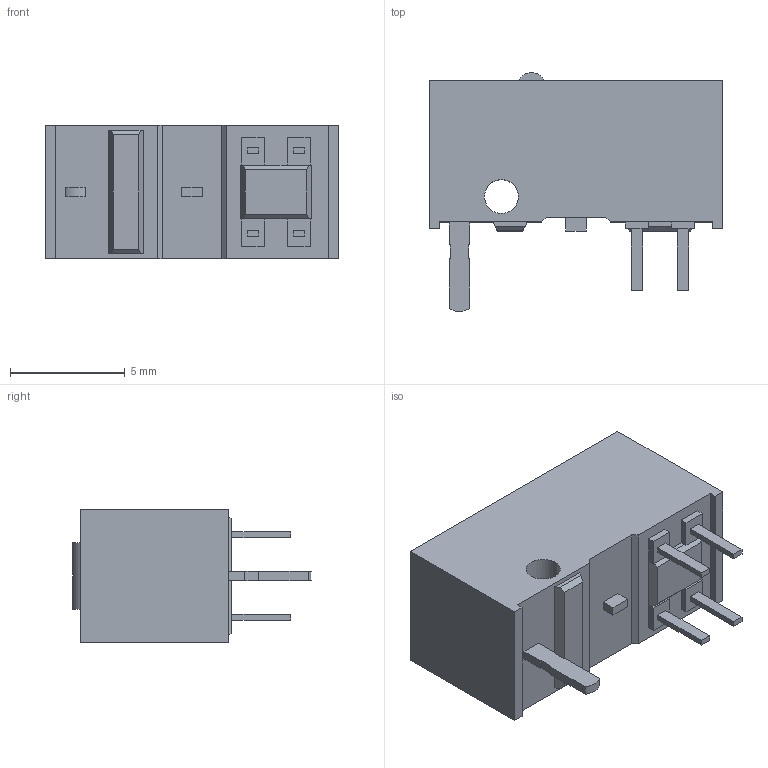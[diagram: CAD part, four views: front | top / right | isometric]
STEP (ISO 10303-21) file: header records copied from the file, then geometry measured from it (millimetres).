
FILE_DESCRIPTION (( 'STEP AP214' ), '1' );
FILE_NAME ('D2FP_FN2.step', '2023-05-29T05:17:37', ( 'OSMC1.0 ' ), ( ' ' ), 'SwSTEP 2.0', 'SolidWorks 2002025', '' );
FILE_SCHEMA (( 'AUTOMOTIVE_DESIGN' ));
Length unit declared in the file: millimetre
Products named in the file (3): D2FP_FN2; D2FP_FN2_BASE; D2FP_FN2_BUTTON
Assembly tree (2 placements, depth 2):
  D2FP_FN2
    D2FP_FN2_BASE
    D2FP_FN2_BUTTON
Bounding box: 12.8 x 10.4 x 5.8 mm (x, y, z)
Volume: 454.2 mm3; surface area: 483.6 mm2
Topology: 2 solids, 2 shells, 103 faces, 262 edges, 172 vertices
Faces by surface type: plane 99, cylinder 4
Entity records: 3550 total; most frequent: CARTESIAN_POINT 542, ORIENTED_EDGE 524, DIRECTION 486, EDGE_CURVE 262, LINE 254, VECTOR 254, VERTEX_POINT 172, AXIS2_PLACEMENT_3D 116
